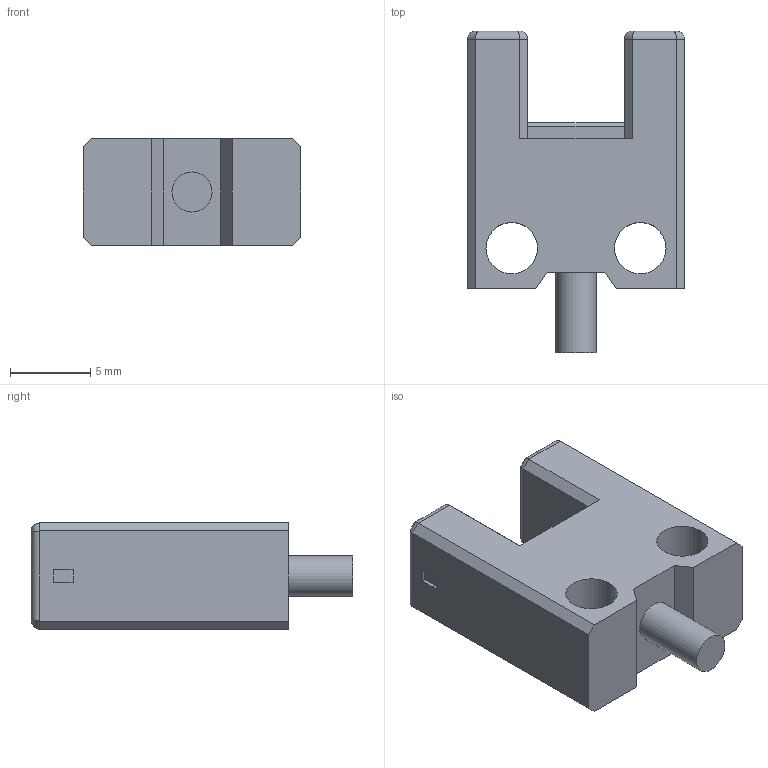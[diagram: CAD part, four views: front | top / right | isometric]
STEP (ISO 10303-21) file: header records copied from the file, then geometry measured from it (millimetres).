
FILE_DESCRIPTION(/* description */ (''),/* implementation_level */ '2;1');
FILE_NAME(/* name */ 'FG35PU.stp',/* time_stamp */ '2022-05-10T10:14:47+08:00',/* author */ (''),/* organization */ (''),/* preprocessor_version */ 'ST-DEVELOPER v16',/* originating_system */ 'SIEMENS PLM Software NX 10.0',/* authorisation */ '');
FILE_SCHEMA (('CONFIG_CONTROL_DESIGN'));
Length unit declared in the file: millimetre
Products named in the file (1): FG35PU
Bounding box: 13.5 x 20 x 6.6 mm (x, y, z)
Volume: 1065.9 mm3; surface area: 934.9 mm2
Topology: 1 solids, 1 shells, 74 faces, 185 edges, 118 vertices
Faces by surface type: plane 55, cylinder 19
Full cylindrical faces by diameter (mm): 2.5 x1, 3.2 x2
Entity records: 2240 total; most frequent: CARTESIAN_POINT 375, ORIENTED_EDGE 364, DIRECTION 354, EDGE_CURVE 182, LINE 160, VECTOR 160, VERTEX_POINT 118, AXIS2_PLACEMENT_3D 97
